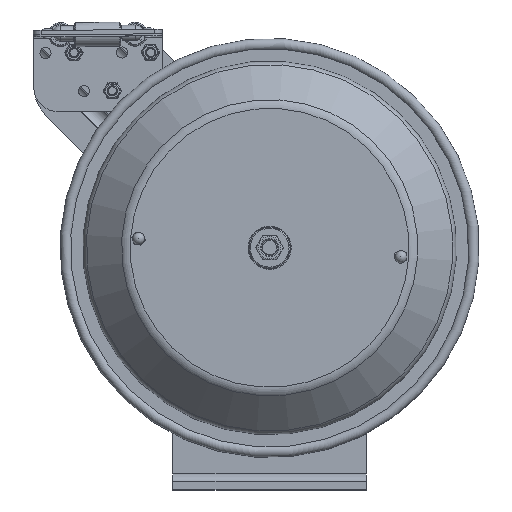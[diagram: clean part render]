
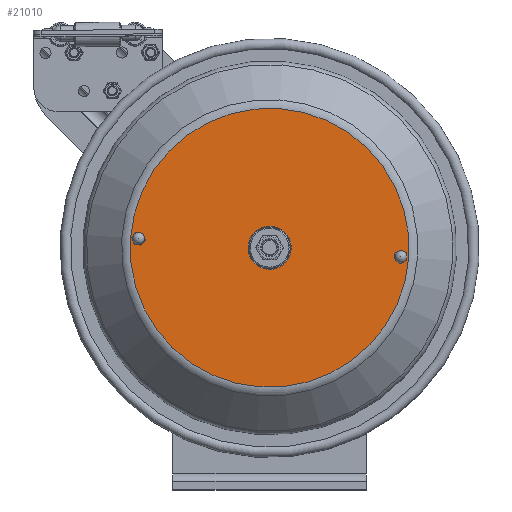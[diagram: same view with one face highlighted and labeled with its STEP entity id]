
A CAD part, top view. The second image highlights one B-rep face of the part: STEP entity #21010.
In plain terms, the highlighted planar face has unit normal (0, 0, 1).
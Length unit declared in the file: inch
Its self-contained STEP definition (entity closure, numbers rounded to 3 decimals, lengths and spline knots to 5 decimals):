
#746=FACE_BOUND('',#4236,.T.);
#747=FACE_BOUND('',#4237,.T.);
#748=FACE_BOUND('',#4238,.T.);
#1976=CIRCLE('',#23387,4.325);
#1977=CIRCLE('',#23388,4.325);
#1979=CIRCLE('',#23391,0.67);
#1980=CIRCLE('',#23392,0.67);
#1981=CIRCLE('',#23393,0.11);
#1982=CIRCLE('',#23394,0.11);
#3165=FACE_OUTER_BOUND('',#4235,.T.);
#4235=EDGE_LOOP('',(#18277,#18278));
#4236=EDGE_LOOP('',(#18279,#18280));
#4237=EDGE_LOOP('',(#18281));
#4238=EDGE_LOOP('',(#18282));
#9940=VERTEX_POINT('',#37189);
#9941=VERTEX_POINT('',#37190);
#9942=VERTEX_POINT('',#37195);
#9943=VERTEX_POINT('',#37196);
#9944=VERTEX_POINT('',#37199);
#9945=VERTEX_POINT('',#37201);
#13184=EDGE_CURVE('',#9940,#9941,#1976,.T.);
#13185=EDGE_CURVE('',#9941,#9940,#1977,.T.);
#13187=EDGE_CURVE('',#9942,#9943,#1979,.T.);
#13188=EDGE_CURVE('',#9943,#9942,#1980,.T.);
#13189=EDGE_CURVE('',#9944,#9944,#1981,.T.);
#13190=EDGE_CURVE('',#9945,#9945,#1982,.T.);
#18277=ORIENTED_EDGE('',*,*,#13184,.T.);
#18278=ORIENTED_EDGE('',*,*,#13185,.T.);
#18279=ORIENTED_EDGE('',*,*,#13187,.F.);
#18280=ORIENTED_EDGE('',*,*,#13188,.F.);
#18281=ORIENTED_EDGE('',*,*,#13189,.T.);
#18282=ORIENTED_EDGE('',*,*,#13190,.T.);
#19212=PLANE('',#23390);
#21010=ADVANCED_FACE('',(#3165,#746,#747,#748),#19212,.T.);
#23387=AXIS2_PLACEMENT_3D('',#37191,#29181,#29182);
#23388=AXIS2_PLACEMENT_3D('',#37192,#29183,#29184);
#23390=AXIS2_PLACEMENT_3D('',#37194,#29187,#29188);
#23391=AXIS2_PLACEMENT_3D('',#37197,#29189,#29190);
#23392=AXIS2_PLACEMENT_3D('',#37198,#29191,#29192);
#23393=AXIS2_PLACEMENT_3D('',#37200,#29193,#29194);
#23394=AXIS2_PLACEMENT_3D('',#37202,#29195,#29196);
#29181=DIRECTION('center_axis',(0.,0.,
1.));
#29182=DIRECTION('ref_axis',(0.998,-0.069,0.));
#29183=DIRECTION('center_axis',(0.,0.,
1.));
#29184=DIRECTION('ref_axis',(0.998,-0.069,0.));
#29187=DIRECTION('center_axis',(0.,0.,
1.));
#29188=DIRECTION('ref_axis',(0.069,0.998,0.));
#29189=DIRECTION('center_axis',(0.,0.,
1.));
#29190=DIRECTION('ref_axis',(0.998,-0.069,0.));
#29191=DIRECTION('center_axis',(0.,0.,
1.));
#29192=DIRECTION('ref_axis',(0.998,-0.069,0.));
#29193=DIRECTION('center_axis',(0.,0.,
-1.));
#29194=DIRECTION('ref_axis',(-0.998,0.069,0.));
#29195=DIRECTION('center_axis',(0.,0.,
-1.));
#29196=DIRECTION('ref_axis',(-0.998,0.069,0.));
#37189=CARTESIAN_POINT('',(4.31456,-0.30028,6.6361));
#37190=CARTESIAN_POINT('',(-0.30028,-4.31456,6.6361));
#37191=CARTESIAN_POINT('Origin',(0.,0.,
6.6361));
#37192=CARTESIAN_POINT('Origin',(0.,0.,
6.6361));
#37194=CARTESIAN_POINT('Origin',(2.49147,-0.1734,6.6361));
#37195=CARTESIAN_POINT('',(0.66838,-0.04652,6.6361));
#37196=CARTESIAN_POINT('',(-0.66838,0.04652,6.6361));
#37197=CARTESIAN_POINT('Origin',(0.,0.,
6.6361));
#37198=CARTESIAN_POINT('Origin',(0.,0.,
6.6361));
#37199=CARTESIAN_POINT('',(3.95543,-0.27528,6.6361));
#37200=CARTESIAN_POINT('Origin',(4.06517,-0.28292,6.6361));
#37201=CARTESIAN_POINT('',(-4.1749,0.29056,6.6361));
#37202=CARTESIAN_POINT('Origin',(-4.06517,0.28292,6.6361));
